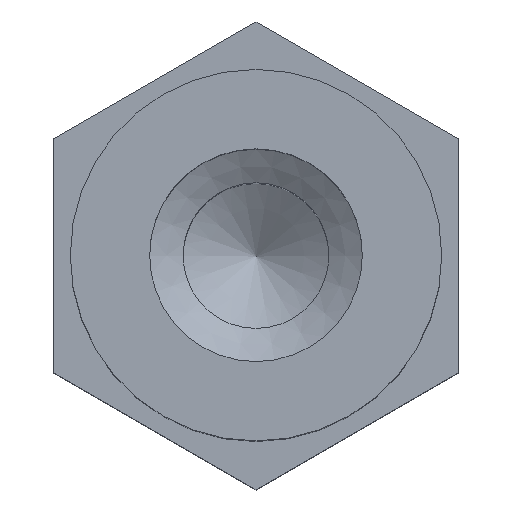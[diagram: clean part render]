
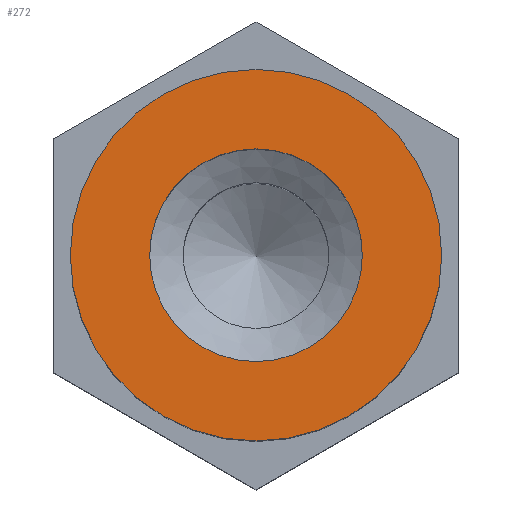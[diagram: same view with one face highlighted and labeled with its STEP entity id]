
A CAD part, top view. The second image highlights one B-rep face of the part: STEP entity #272.
In plain terms, the highlighted planar face has unit normal (0, 0, 1).
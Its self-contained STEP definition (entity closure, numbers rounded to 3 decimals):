
#53=PLANE('',#312);
#71=FACE_BOUND('',#120,.T.);
#90=FACE_OUTER_BOUND('',#119,.T.);
#119=EDGE_LOOP('',(#217));
#120=EDGE_LOOP('',(#218));
#134=CIRCLE('',#296,3.65);
#141=CIRCLE('',#310,6.375);
#146=VERTEX_POINT('',#416);
#153=VERTEX_POINT('',#437);
#170=EDGE_CURVE('',#146,#146,#134,.T.);
#177=EDGE_CURVE('',#153,#153,#141,.T.);
#217=ORIENTED_EDGE('',*,*,#177,.T.);
#218=ORIENTED_EDGE('',*,*,#170,.T.);
#272=ADVANCED_FACE('',(#90,#71),#53,.T.);
#296=AXIS2_PLACEMENT_3D('',#417,#337,#338);
#310=AXIS2_PLACEMENT_3D('',#438,#365,#366);
#312=AXIS2_PLACEMENT_3D('',#441,#369,#370);
#337=DIRECTION('center_axis',(0.,0.,-1.));
#338=DIRECTION('ref_axis',(1.,0.,0.));
#365=DIRECTION('center_axis',(0.,0.,1.));
#366=DIRECTION('ref_axis',(-1.,0.,0.));
#369=DIRECTION('center_axis',(0.,0.,1.));
#370=DIRECTION('ref_axis',(1.,0.,0.));
#416=CARTESIAN_POINT('',(3.65,0.,19.));
#417=CARTESIAN_POINT('Origin',(0.,0.,19.));
#437=CARTESIAN_POINT('',(6.375,0.,19.));
#438=CARTESIAN_POINT('Origin',(0.,0.,19.));
#441=CARTESIAN_POINT('Origin',(0.,0.,19.));
